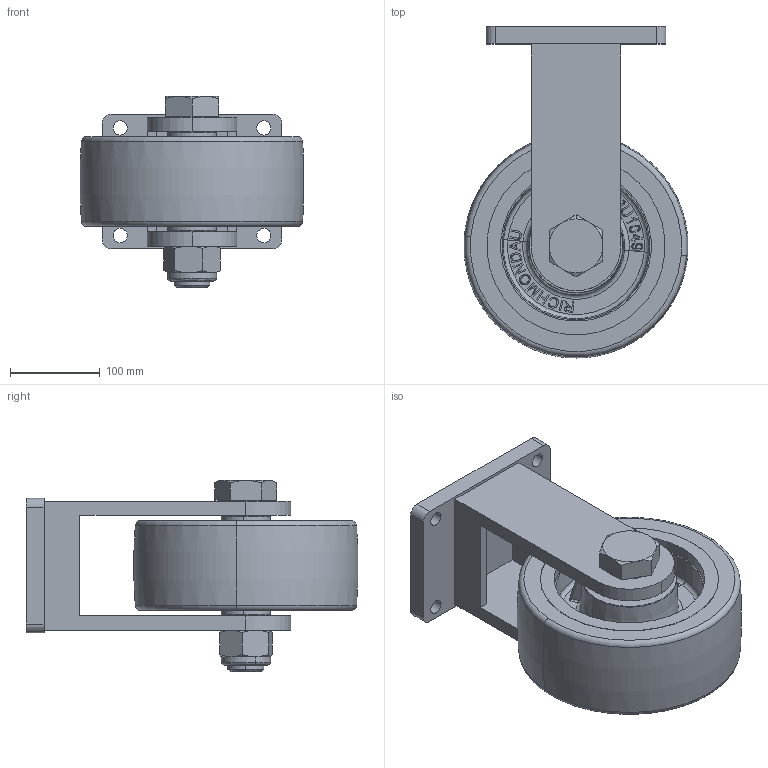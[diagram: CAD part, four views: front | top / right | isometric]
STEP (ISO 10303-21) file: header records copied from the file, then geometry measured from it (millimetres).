
FILE_DESCRIPTION (( 'STEP AP203' ), '1' );
FILE_NAME ('R1092.STEP', '2020-02-25T05:43:10', ( '' ), ( '' ), 'SwSTEP 2.0', 'SolidWorks 2013', '' );
FILE_SCHEMA (( 'CONFIG_CONTROL_DESIGN' ));
Length unit declared in the file: millimetre
Products named in the file (1): R1092
Bounding box: 249.64 x 369.86 x 213 mm (x, y, z)
Volume: 5237859 mm3; surface area: 659617.8 mm2
Topology: 7 solids, 7 shells, 613 faces, 1547 edges, 1005 vertices
Faces by surface type: plane 307, bspline 168, cone 61, cylinder 50, torus 27
Entity records: 28888 total; most frequent: CARTESIAN_POINT 15540, ORIENTED_EDGE 3094, DIRECTION 2071, EDGE_CURVE 1547, VERTEX_POINT 1005, LINE 727, VECTOR 727, EDGE_LOOP 692
